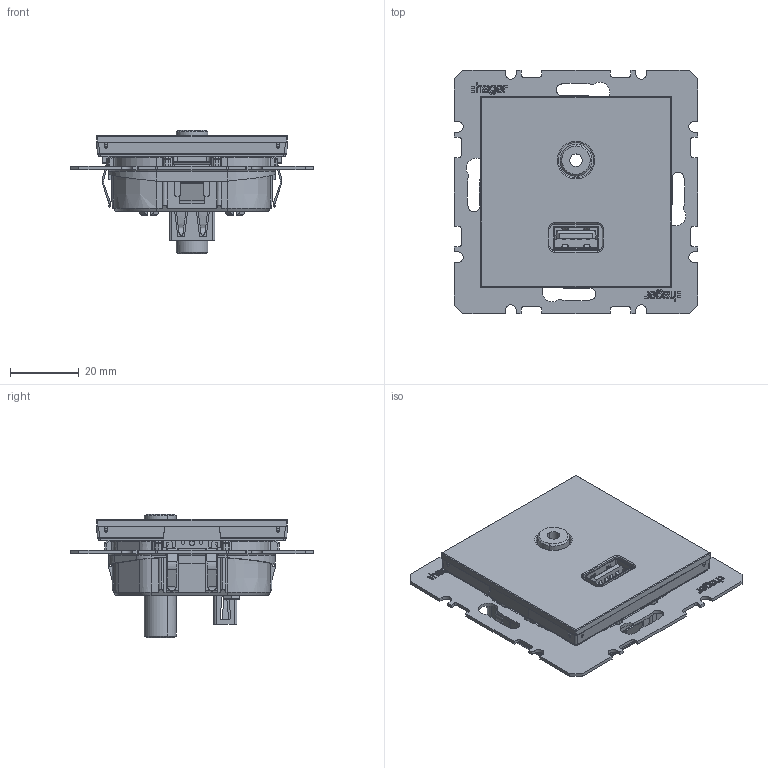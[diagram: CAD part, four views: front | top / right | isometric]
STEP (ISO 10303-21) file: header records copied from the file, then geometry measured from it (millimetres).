
FILE_DESCRIPTION((''),'2;1');
FILE_NAME('WAF4381_GEN_ASM','2025-10-13T11:59:11',('andolfs'),(''),'CREO PARAMETRIC BY PTC INC, 2025010','CREO PARAMETRIC BY PTC INC, 2025010','');
FILE_SCHEMA(('CONFIG_CONTROL_DESIGN','SHAPE_APPEARANCE_LAYERS_GROUPS'));
Products named in the file (18): W4G0160_18; W1A2233_GEN; 9204231001; W4G0491_00; 9204262000; RECEPTACLE_1000002150_PAE_000_AB; PHONE_JACK_1000002202_PAE_000_AA; NUT_PHONE-JACK_1000002203_PAE_000_AA; SICHERUNGSRING_1000002188_PAE_000_AA; PHONE-JACK_1000002204_PRE_000_AA_ASM; USB_CONNECTOR_1000002197_PAE_000_AA; SNAP-RING_USB_1000002200_PAE_000_AA; NUT_USB_1000002198_PAE_000_AA; SCREW_USB_1000002199_PAE_000_AA; WASHER_1000003234_PAE_000_AA; USB-CONNECTOR_1000002201_PRE_000_AA_ASM; W2T0105_00_ASM; WAF4381_GEN_ASM
Assembly tree (22 placements, depth 4):
  WAF4381_GEN_ASM
    W4G0160_18
    W1A2233_GEN
    9204231001  x2
    W2T0105_00_ASM
      W4G0491_00
      9204262000
      RECEPTACLE_1000002150_PAE_000_AB
      PHONE-JACK_1000002204_PRE_000_AA_ASM
        PHONE_JACK_1000002202_PAE_000_AA
        NUT_PHONE-JACK_1000002203_PAE_000_AA
        SICHERUNGSRING_1000002188_PAE_000_AA
      USB-CONNECTOR_1000002201_PRE_000_AA_ASM
        USB_CONNECTOR_1000002197_PAE_000_AA
        SNAP-RING_USB_1000002200_PAE_000_AA  x2
        NUT_USB_1000002198_PAE_000_AA  x2
        SCREW_USB_1000002199_PAE_000_AA  x2
        WASHER_1000003234_PAE_000_AA  x2
Bounding box: 70.9 x 70.9 x 36 mm (x, y, z)
Volume: 24492.8 mm3; surface area: 32196.5 mm2
Topology: 17 solids, 17 shells, 3325 faces, 9074 edges, 5773 vertices
Faces by surface type: plane 1786, cylinder 898, bspline 192, extrusion 146, cone 120, torus 107, sphere 76
Entity records: 130218 total; most frequent: CARTESIAN_POINT 36766, ORIENTED_EDGE 16912, DIRECTION 14718, EDGE_CURVE 8456, VECTOR 6006, LINE 5860, VERTEX_POINT 5420, PRESENTATION_STYLE_ASSIGNMENT 5116
